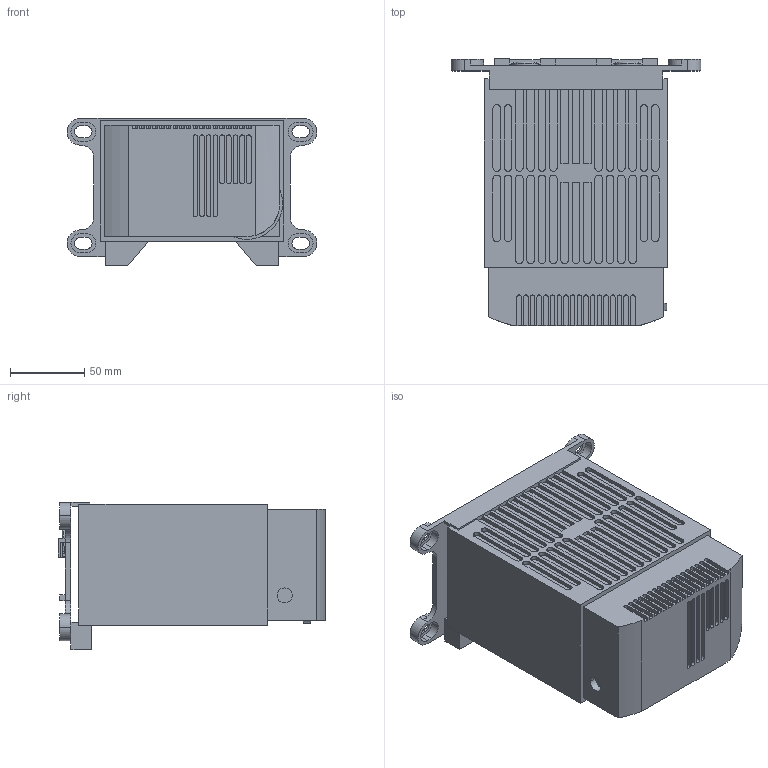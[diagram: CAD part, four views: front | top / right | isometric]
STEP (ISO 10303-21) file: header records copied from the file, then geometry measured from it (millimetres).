
FILE_DESCRIPTION (( 'STEP AP203' ), '1' );
FILE_NAME ('130921-16_Default.step', '2022-07-14T12:29:36', ( 'Windows User' ), ( '' ), 'SwSTEP 2.0', 'SolidWorks 2021', '' );
FILE_SCHEMA (( 'CONFIG_CONTROL_DESIGN' ));
Length unit declared in the file: inch
Products named in the file (1): 130921-16_Default
Bounding box: 168 x 179.76 x 99 mm (x, y, z)
Volume: 1421391.7 mm3; surface area: 175775 mm2
Topology: 1 solids, 1 shells, 810 faces, 2406 edges, 1598 vertices
Faces by surface type: plane 531, cylinder 267, torus 12
Entity records: 27661 total; most frequent: CARTESIAN_POINT 4922, ORIENTED_EDGE 4812, DIRECTION 4776, EDGE_CURVE 2406, LINE 1600, VECTOR 1600, VERTEX_POINT 1598, AXIS2_PLACEMENT_3D 1588
